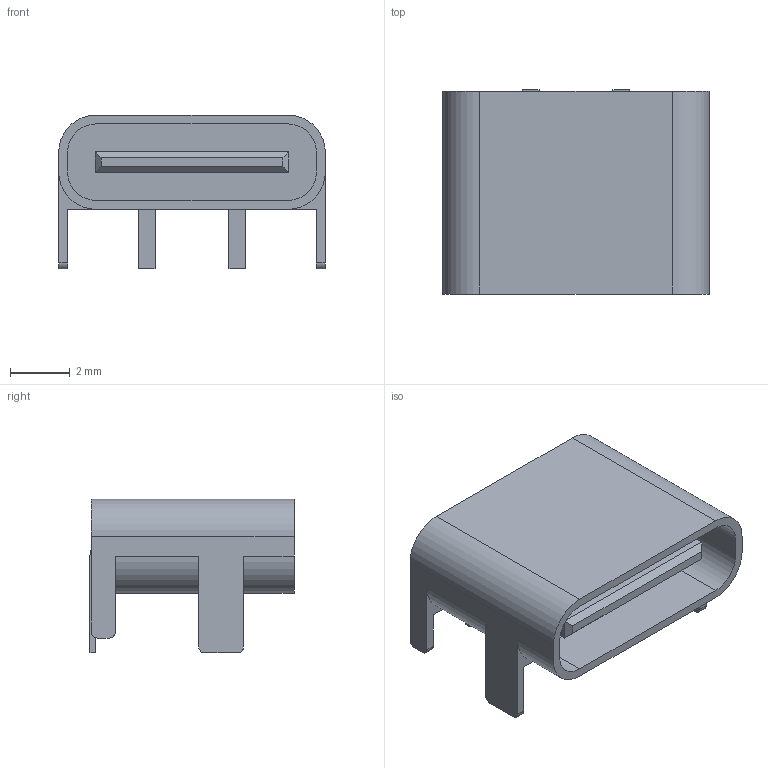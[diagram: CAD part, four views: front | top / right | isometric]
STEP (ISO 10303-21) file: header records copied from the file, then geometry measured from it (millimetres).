
FILE_DESCRIPTION(('FreeCAD Model'),'2;1');
FILE_NAME('Open CASCADE Shape Model','2023-09-30T00:47:23',( 'kicad StepUp'),('ksu MCAD'),'Open CASCADE STEP processor 7.6', 'FreeCAD','Unknown');
FILE_SCHEMA(('AUTOMOTIVE_DESIGN { 1 0 10303 214 1 1 1 1 }'));
Length unit declared in the file: millimetre
Products named in the file (1): USB C Receptacle 2 Pin
Bounding box: 8.94 x 6.85 x 5.16 mm (x, y, z)
Volume: 106.5 mm3; surface area: 396.4 mm2
Topology: 1 solids, 1 shells, 64 faces, 176 edges, 116 vertices
Faces by surface type: plane 44, cylinder 20
Entity records: 2050 total; most frequent: CARTESIAN_POINT 357, ORIENTED_EDGE 352, DIRECTION 346, EDGE_CURVE 176, LINE 136, VECTOR 136, VERTEX_POINT 116, AXIS2_PLACEMENT_3D 105
